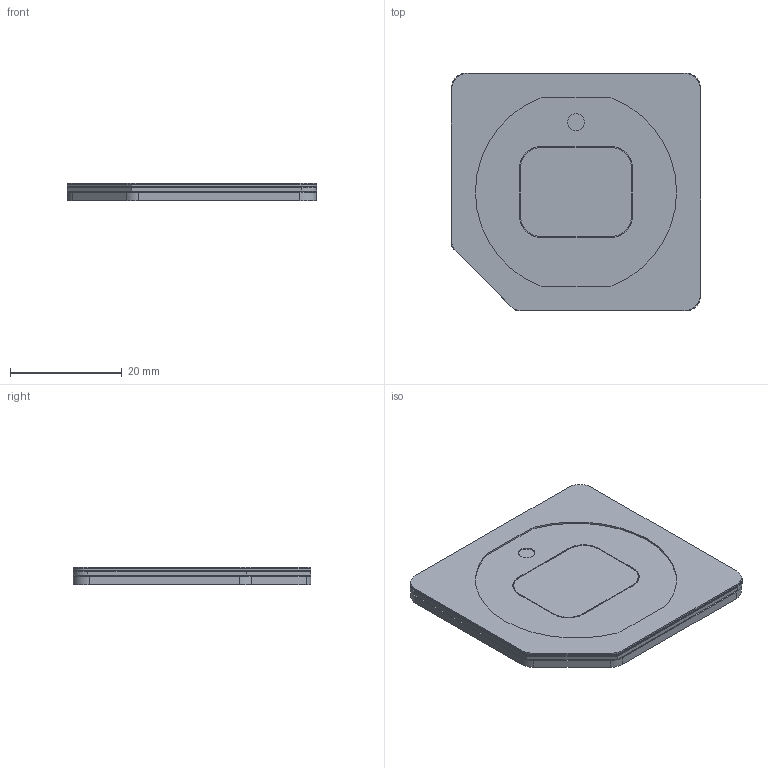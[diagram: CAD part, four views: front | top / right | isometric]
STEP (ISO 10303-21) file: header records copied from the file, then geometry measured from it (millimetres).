
FILE_DESCRIPTION(/* description */ (''),/* implementation_level */ '2;1');
FILE_NAME(/* name */ 'SBAF-P-P-P100-_3D-CAD.stp',/* time_stamp */ '2021-10-07T11:58:29-04:00',/* author */ ('us0alz'),/* organization */ (''),/* preprocessor_version */ 'ST-DEVELOPER v17',/* originating_system */ 'Autodesk Inventor 2019',/* authorisation */ '');
FILE_SCHEMA (('AUTOMOTIVE_DESIGN { 1 0 10303 214 3 1 1 }'));
Length unit declared in the file: millimetre
Products named in the file (1): SBAF-P-P-P100-_3D-CAD
Bounding box: 44.6 x 42.6 x 3.12 mm (x, y, z)
Volume: 3881.3 mm3; surface area: 4491 mm2
Topology: 1 solids, 1 shells, 102 faces, 252 edges, 158 vertices
Faces by surface type: plane 59, cylinder 37, cone 6
Full cylindrical faces by diameter (mm): 3 x1
Entity records: 3046 total; most frequent: DIRECTION 542, CARTESIAN_POINT 513, ORIENTED_EDGE 504, EDGE_CURVE 252, AXIS2_PLACEMENT_3D 187, LINE 168, VECTOR 168, VERTEX_POINT 158
